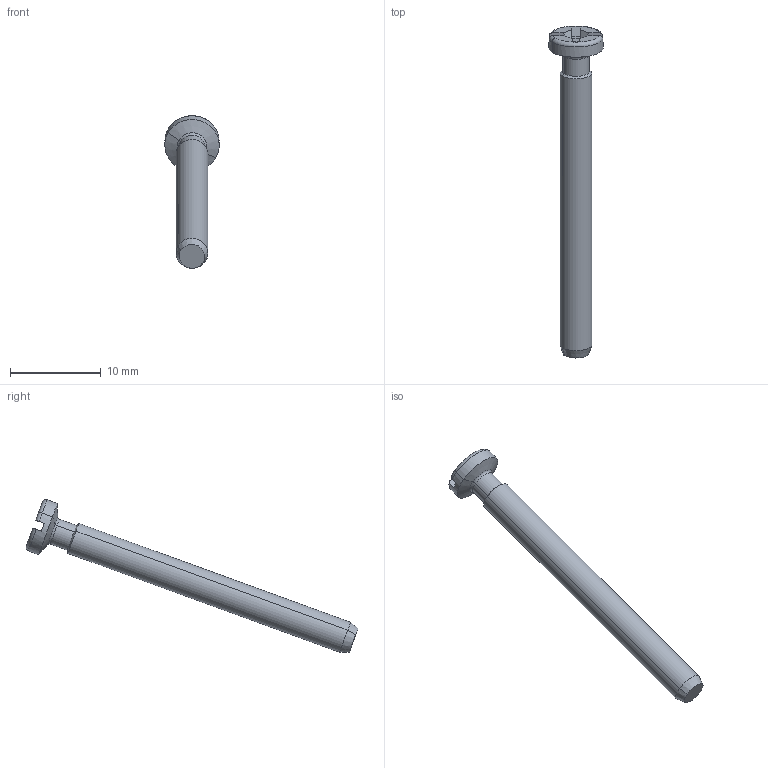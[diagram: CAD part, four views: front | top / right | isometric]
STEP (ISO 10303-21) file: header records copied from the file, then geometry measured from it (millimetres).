
FILE_DESCRIPTION(('CATIA V5 STEP Exchange'),'2;1');
FILE_NAME('VL0922.stp','2023-09-25T09:55:29+00:00',('none'),('none'),'CATIA Version 5-6 Release 2016 SP6','CATIA V5 STEP AP203','none');
FILE_SCHEMA(('CONFIG_CONTROL_DESIGN'));
Length unit declared in the file: millimetre
Products named in the file (1): VL0922
Assembly tree (2 placements, depth 2):
  VL0922
    #57
    #101
Bounding box: 6 x 36.53 x 16.8 mm (x, y, z)
Volume: 371.1 mm3; surface area: 488.5 mm2
Topology: 1 solids, 1 shells, 56 faces, 134 edges, 82 vertices
Faces by surface type: plane 38, cone 6, cylinder 6, torus 6
Entity records: 1560 total; most frequent: CARTESIAN_POINT 319, ORIENTED_EDGE 264, DIRECTION 192, EDGE_CURVE 132, VERTEX_POINT 78, AXIS2_PLACEMENT_3D 75, VECTOR 70, LINE 70
